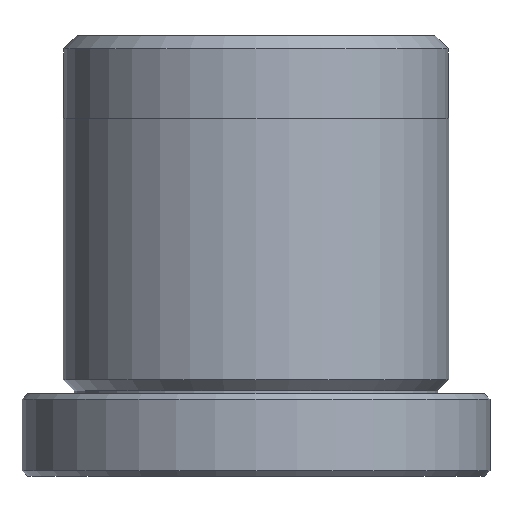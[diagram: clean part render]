
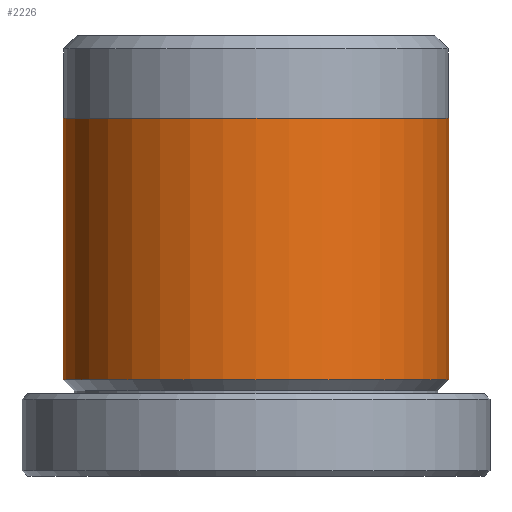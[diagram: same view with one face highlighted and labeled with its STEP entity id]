
A CAD part, front view. The second image highlights one B-rep face of the part: STEP entity #2226.
In plain terms, the highlighted cylindrical face has radius 7 mm (diameter 14 mm), a partial arc.
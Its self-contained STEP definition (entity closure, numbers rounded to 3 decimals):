
#20 = VERTEX_POINT ( 'NONE', #2689 ) ;
#205 = ORIENTED_EDGE ( 'NONE', *, *, #256, .F. ) ;
#256 = EDGE_CURVE ( 'NONE', #1779, #722, #800, .T. ) ;
#520 = AXIS2_PLACEMENT_3D ( 'NONE', #1115, #2823, #1370 ) ;
#552 = VERTEX_POINT ( 'NONE', #1962 ) ;
#646 = VECTOR ( 'NONE', #714, 1000. ) ;
#714 = DIRECTION ( 'NONE',  ( 0., 0., -1. ) ) ;
#722 = VERTEX_POINT ( 'NONE', #746 ) ;
#746 = CARTESIAN_POINT ( 'NONE',  ( 7., 0., 3.5 ) ) ;
#800 = LINE ( 'NONE', #2021, #1314 ) ;
#1031 = EDGE_LOOP ( 'NONE', ( #205, #1873, #1208, #2936 ) ) ;
#1103 = CARTESIAN_POINT ( 'NONE',  ( 0., 0., 16. ) ) ;
#1113 = DIRECTION ( 'NONE',  ( 0., 0., -1. ) ) ;
#1115 = CARTESIAN_POINT ( 'NONE',  ( 0., 0., 3.5 ) ) ;
#1141 = CARTESIAN_POINT ( 'NONE',  ( 0., 0., 13. ) ) ;
#1208 = ORIENTED_EDGE ( 'NONE', *, *, #3146, .T. ) ;
#1288 = DIRECTION ( 'NONE',  ( 0., 0., -1. ) ) ;
#1314 = VECTOR ( 'NONE', #1288, 1000. ) ;
#1370 = DIRECTION ( 'NONE',  ( -1., 0., 0. ) ) ;
#1391 = AXIS2_PLACEMENT_3D ( 'NONE', #1141, #2849, #1394 ) ;
#1394 = DIRECTION ( 'NONE',  ( 1., 0., 0. ) ) ;
#1675 = FACE_OUTER_BOUND ( 'NONE', #1031, .T. ) ;
#1779 = VERTEX_POINT ( 'NONE', #1948 ) ;
#1873 = ORIENTED_EDGE ( 'NONE', *, *, #2928, .F. ) ;
#1948 = CARTESIAN_POINT ( 'NONE',  ( 7., 0., 13. ) ) ;
#1962 = CARTESIAN_POINT ( 'NONE',  ( -7., 0., 3.5 ) ) ;
#1970 = LINE ( 'NONE', #2214, #646 ) ;
#2021 = CARTESIAN_POINT ( 'NONE',  ( 7., 0., 16. ) ) ;
#2209 = CIRCLE ( 'NONE', #520, 7. ) ;
#2214 = CARTESIAN_POINT ( 'NONE',  ( -7., 0., 16. ) ) ;
#2226 = ADVANCED_FACE ( 'NONE', ( #1675 ), #2238, .T. ) ;
#2238 = CYLINDRICAL_SURFACE ( 'NONE', #2332, 7. ) ;
#2332 = AXIS2_PLACEMENT_3D ( 'NONE', #1103, #1113, #3057 ) ;
#2689 = CARTESIAN_POINT ( 'NONE',  ( -7., 0., 13. ) ) ;
#2694 = CIRCLE ( 'NONE', #1391, 7. ) ;
#2753 = EDGE_CURVE ( 'NONE', #722, #552, #2209, .T. ) ;
#2823 = DIRECTION ( 'NONE',  ( 0., 0., -1. ) ) ;
#2849 = DIRECTION ( 'NONE',  ( 0., 0., 1. ) ) ;
#2928 = EDGE_CURVE ( 'NONE', #20, #1779, #2694, .T. ) ;
#2936 = ORIENTED_EDGE ( 'NONE', *, *, #2753, .F. ) ;
#3057 = DIRECTION ( 'NONE',  ( -1., 0., 0. ) ) ;
#3146 = EDGE_CURVE ( 'NONE', #20, #552, #1970, .T. ) ;
